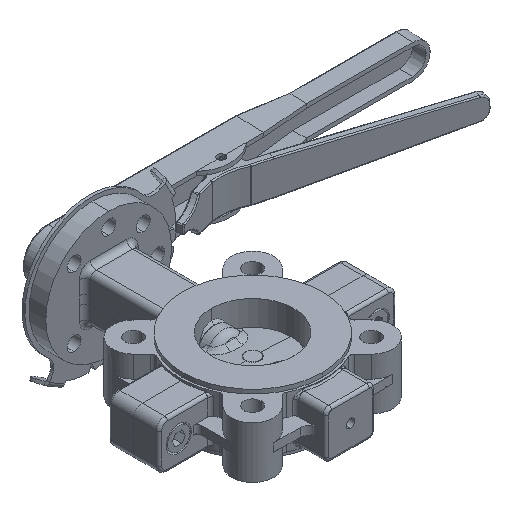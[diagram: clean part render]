
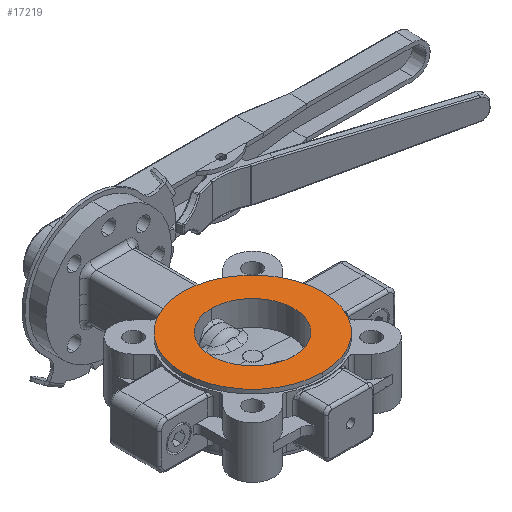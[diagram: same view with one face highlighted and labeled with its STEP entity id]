
A CAD part, isometric view. The second image highlights one B-rep face of the part: STEP entity #17219.
In plain terms, the highlighted planar face has unit normal (0, 0, 1).
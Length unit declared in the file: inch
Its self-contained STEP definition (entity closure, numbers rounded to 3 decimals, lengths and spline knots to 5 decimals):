
#160 = DIRECTION ( 'NONE',  ( 0., 0., -1. ) ) ;
#337 = CARTESIAN_POINT ( 'NONE',  ( 0., 0., 0.84646 ) ) ;
#470 = DIRECTION ( 'NONE',  ( 0., 0., -1. ) ) ;
#1911 = CIRCLE ( 'NONE', #24390, 1.9685 ) ;
#2418 = CARTESIAN_POINT ( 'NONE',  ( 0., -1.9685, 0.84646 ) ) ;
#4340 = ORIENTED_EDGE ( 'NONE', *, *, #26067, .T. ) ;
#4818 = DIRECTION ( 'NONE',  ( 0., 0., -1. ) ) ;
#5209 = DIRECTION ( 'NONE',  ( 0., 1., 0. ) ) ;
#5382 = DIRECTION ( 'NONE',  ( 0., 0., -1. ) ) ;
#5542 = DIRECTION ( 'NONE',  ( 0., 1., 0. ) ) ;
#6270 = DIRECTION ( 'NONE',  ( 0., 1., 0. ) ) ;
#6757 = VERTEX_POINT ( 'NONE', #19686 ) ;
#7627 = EDGE_CURVE ( 'NONE', #18283, #29684, #1911, .T. ) ;
#8777 = AXIS2_PLACEMENT_3D ( 'NONE', #22329, #4818, #32142 ) ;
#9639 = EDGE_LOOP ( 'NONE', ( #25555, #4340 ) ) ;
#10750 = CIRCLE ( 'NONE', #8777, 1.9685 ) ;
#10980 = AXIS2_PLACEMENT_3D ( 'NONE', #15991, #470, #6270 ) ;
#12630 = DIRECTION ( 'NONE',  ( 0., 0., -1. ) ) ;
#13636 = EDGE_LOOP ( 'NONE', ( #32073, #14006 ) ) ;
#14006 = ORIENTED_EDGE ( 'NONE', *, *, #7627, .F. ) ;
#15767 = CARTESIAN_POINT ( 'NONE',  ( 0., -1.16142, 0.84646 ) ) ;
#15946 = AXIS2_PLACEMENT_3D ( 'NONE', #337, #12630, #24840 ) ;
#15991 = CARTESIAN_POINT ( 'NONE',  ( 0., 0., 0.84646 ) ) ;
#17219 = ADVANCED_FACE ( 'NONE', ( #24581, #33561 ), #21185, .F. ) ;
#18283 = VERTEX_POINT ( 'NONE', #29791 ) ;
#19686 = CARTESIAN_POINT ( 'NONE',  ( 0., 1.16142, 0.84646 ) ) ;
#21185 = PLANE ( 'NONE',  #10980 ) ;
#21458 = CARTESIAN_POINT ( 'NONE',  ( 0., 0., 0.84646 ) ) ;
#22329 = CARTESIAN_POINT ( 'NONE',  ( 0., 0., 0.84646 ) ) ;
#22965 = CIRCLE ( 'NONE', #15946, 1.16142 ) ;
#24390 = AXIS2_PLACEMENT_3D ( 'NONE', #36495, #5382, #5209 ) ;
#24581 = FACE_OUTER_BOUND ( 'NONE', #13636, .T. ) ;
#24840 = DIRECTION ( 'NONE',  ( 0., 1., 0. ) ) ;
#25555 = ORIENTED_EDGE ( 'NONE', *, *, #37427, .T. ) ;
#25946 = CIRCLE ( 'NONE', #33549, 1.16142 ) ;
#26067 = EDGE_CURVE ( 'NONE', #6757, #34618, #25946, .T. ) ;
#28180 = EDGE_CURVE ( 'NONE', #29684, #18283, #10750, .T. ) ;
#29684 = VERTEX_POINT ( 'NONE', #2418 ) ;
#29791 = CARTESIAN_POINT ( 'NONE',  ( 0., 1.9685, 0.84646 ) ) ;
#32073 = ORIENTED_EDGE ( 'NONE', *, *, #28180, .F. ) ;
#32142 = DIRECTION ( 'NONE',  ( 0., 1., 0. ) ) ;
#33549 = AXIS2_PLACEMENT_3D ( 'NONE', #21458, #160, #5542 ) ;
#33561 = FACE_BOUND ( 'NONE', #9639, .T. ) ;
#34618 = VERTEX_POINT ( 'NONE', #15767 ) ;
#36495 = CARTESIAN_POINT ( 'NONE',  ( 0., 0., 0.84646 ) ) ;
#37427 = EDGE_CURVE ( 'NONE', #34618, #6757, #22965, .T. ) ;
